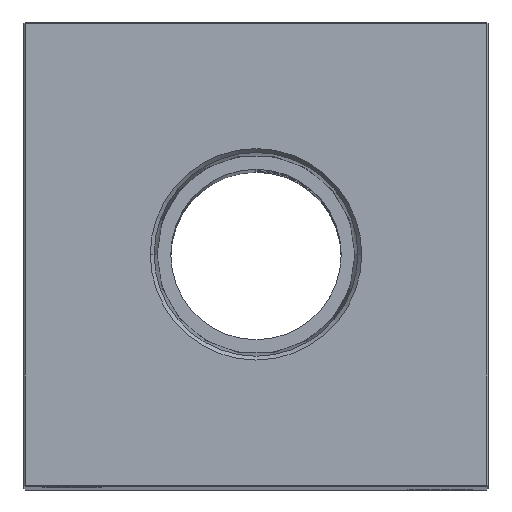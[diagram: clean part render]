
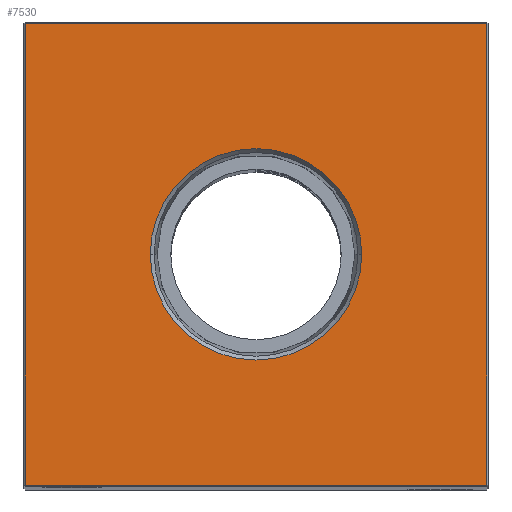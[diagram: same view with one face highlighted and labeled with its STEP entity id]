
A CAD part, top view. The second image highlights one B-rep face of the part: STEP entity #7530.
In plain terms, the highlighted planar face has unit normal (0, 0, 1).
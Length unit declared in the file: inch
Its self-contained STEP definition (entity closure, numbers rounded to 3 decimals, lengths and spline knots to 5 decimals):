
#145 = DIRECTION ( 'NONE',  ( 1., 0., 0. ) ) ;
#428 = ORIENTED_EDGE ( 'NONE', *, *, #16179, .T. ) ;
#484 = EDGE_CURVE ( 'NONE', #4525, #18243, #6449, .T. ) ;
#565 = ORIENTED_EDGE ( 'NONE', *, *, #484, .F. ) ;
#688 = AXIS2_PLACEMENT_3D ( 'NONE', #18589, #2357, #12265 ) ;
#827 = AXIS2_PLACEMENT_3D ( 'NONE', #9856, #11851, #1426 ) ;
#1114 = DIRECTION ( 'NONE',  ( 0., 1., 0. ) ) ;
#1237 = EDGE_CURVE ( 'NONE', #10335, #20100, #1518, .T. ) ;
#1298 = FACE_OUTER_BOUND ( 'NONE', #13644, .T. ) ;
#1426 = DIRECTION ( 'NONE',  ( -1., 0., 0. ) ) ;
#1518 = LINE ( 'NONE', #17608, #10698 ) ;
#2053 = EDGE_CURVE ( 'NONE', #18243, #4525, #10370, .T. ) ;
#2357 = DIRECTION ( 'NONE',  ( 0., 0., 1. ) ) ;
#2963 = VECTOR ( 'NONE', #145, 39.37008 ) ;
#3086 = LINE ( 'NONE', #19185, #11290 ) ;
#3792 = CARTESIAN_POINT ( 'NONE',  ( -1.49, 1.49, 12.25 ) ) ;
#4525 = VERTEX_POINT ( 'NONE', #10789 ) ;
#4915 = DIRECTION ( 'NONE',  ( 1., 0., 0. ) ) ;
#5510 = PLANE ( 'NONE',  #827 ) ;
#5610 = DIRECTION ( 'NONE',  ( -1., 0., 0. ) ) ;
#6449 = CIRCLE ( 'NONE', #10742, 0.68248 ) ;
#7448 = LINE ( 'NONE', #11824, #18072 ) ;
#7467 = ORIENTED_EDGE ( 'NONE', *, *, #12485, .T. ) ;
#7530 = ADVANCED_FACE ( 'NONE', ( #1298, #19626 ), #5510, .F. ) ;
#8013 = EDGE_CURVE ( 'NONE', #20100, #19610, #16758, .T. ) ;
#9033 = VERTEX_POINT ( 'NONE', #11234 ) ;
#9278 = DIRECTION ( 'NONE',  ( 0., 0., 1. ) ) ;
#9402 = ORIENTED_EDGE ( 'NONE', *, *, #2053, .F. ) ;
#9856 = CARTESIAN_POINT ( 'NONE',  ( 0., 0., 12.25 ) ) ;
#10185 = CARTESIAN_POINT ( 'NONE',  ( 0., -1.49, 12.25 ) ) ;
#10335 = VERTEX_POINT ( 'NONE', #3792 ) ;
#10370 = CIRCLE ( 'NONE', #688, 0.68248 ) ;
#10698 = VECTOR ( 'NONE', #11688, 39.37008 ) ;
#10742 = AXIS2_PLACEMENT_3D ( 'NONE', #17449, #9278, #4915 ) ;
#10789 = CARTESIAN_POINT ( 'NONE',  ( -0.68248, 0., 12.25 ) ) ;
#11234 = CARTESIAN_POINT ( 'NONE',  ( 1.49, 1.49, 12.25 ) ) ;
#11290 = VECTOR ( 'NONE', #1114, 39.37008 ) ;
#11593 = CARTESIAN_POINT ( 'NONE',  ( -1.49, -1.49, 12.25 ) ) ;
#11688 = DIRECTION ( 'NONE',  ( 0., -1., 0. ) ) ;
#11824 = CARTESIAN_POINT ( 'NONE',  ( 0., 1.49, 12.25 ) ) ;
#11851 = DIRECTION ( 'NONE',  ( 0., 0., -1. ) ) ;
#12265 = DIRECTION ( 'NONE',  ( 1., 0., 0. ) ) ;
#12485 = EDGE_CURVE ( 'NONE', #19610, #9033, #3086, .T. ) ;
#13644 = EDGE_LOOP ( 'NONE', ( #15719, #15132, #7467, #428 ) ) ;
#15132 = ORIENTED_EDGE ( 'NONE', *, *, #8013, .T. ) ;
#15420 = EDGE_LOOP ( 'NONE', ( #9402, #565 ) ) ;
#15719 = ORIENTED_EDGE ( 'NONE', *, *, #1237, .T. ) ;
#16179 = EDGE_CURVE ( 'NONE', #9033, #10335, #7448, .T. ) ;
#16758 = LINE ( 'NONE', #10185, #2963 ) ;
#17449 = CARTESIAN_POINT ( 'NONE',  ( 0., 0., 12.25 ) ) ;
#17608 = CARTESIAN_POINT ( 'NONE',  ( -1.49, 0., 12.25 ) ) ;
#18072 = VECTOR ( 'NONE', #5610, 39.37008 ) ;
#18243 = VERTEX_POINT ( 'NONE', #23299 ) ;
#18589 = CARTESIAN_POINT ( 'NONE',  ( 0., 0., 12.25 ) ) ;
#19185 = CARTESIAN_POINT ( 'NONE',  ( 1.49, 0., 12.25 ) ) ;
#19610 = VERTEX_POINT ( 'NONE', #25872 ) ;
#19626 = FACE_BOUND ( 'NONE', #15420, .T. ) ;
#20100 = VERTEX_POINT ( 'NONE', #11593 ) ;
#23299 = CARTESIAN_POINT ( 'NONE',  ( 0.68248, 0., 12.25 ) ) ;
#25872 = CARTESIAN_POINT ( 'NONE',  ( 1.49, -1.49, 12.25 ) ) ;
